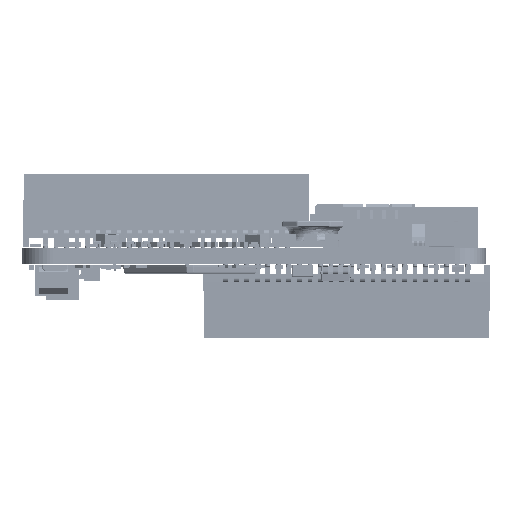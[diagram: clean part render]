
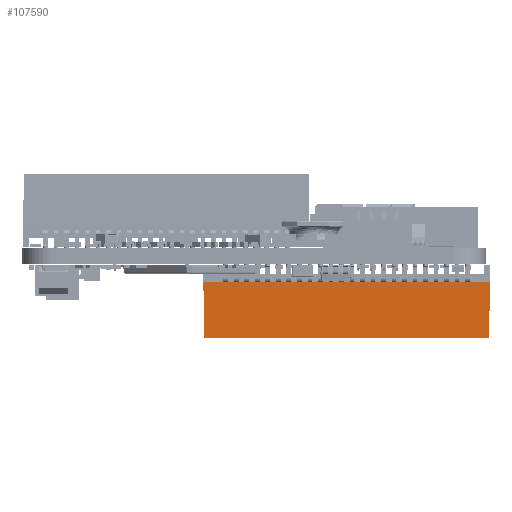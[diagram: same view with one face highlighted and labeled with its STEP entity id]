
A CAD part, left-side view. The second image highlights one B-rep face of the part: STEP entity #107590.
In plain terms, the highlighted free-form (B-spline) face has degree [1, 1] with [2, 2] control points.
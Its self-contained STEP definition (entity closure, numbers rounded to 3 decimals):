
#105228 = VERTEX_POINT('',#105229);
#105229 = CARTESIAN_POINT('',(119.73,-106.186,
    -5.837));
#105236 = EDGE_CURVE('',#105237,#105228,#105239,.T.);
#105237 = VERTEX_POINT('',#105238);
#105238 = CARTESIAN_POINT('',(119.73,-83.765,
    -5.837));
#105239 = B_SPLINE_CURVE_WITH_KNOTS('',1,(#105240,#105241),
  .UNSPECIFIED.,.F.,.F.,(2,2),(-13.81,13.81),
  .PIECEWISE_BEZIER_KNOTS.);
#105240 = CARTESIAN_POINT('',(119.73,-83.765,
    -5.837));
#105241 = CARTESIAN_POINT('',(119.73,-106.186,
    -5.837));
#106290 = VERTEX_POINT('',#106291);
#106291 = CARTESIAN_POINT('',(119.653,-106.263,
    -1.421));
#106298 = EDGE_CURVE('',#105228,#106290,#106299,.T.);
#106299 = B_SPLINE_CURVE_WITH_KNOTS('',1,(#106300,#106301),
  .UNSPECIFIED.,.F.,.F.,(2,2),(-5.199,0.243),
  .PIECEWISE_BEZIER_KNOTS.);
#106300 = CARTESIAN_POINT('',(119.73,-106.186,
    -5.837));
#106301 = CARTESIAN_POINT('',(119.653,-106.263,
    -1.421));
#107553 = VERTEX_POINT('',#107554);
#107554 = CARTESIAN_POINT('',(119.653,-83.688,
    -1.421));
#107565 = EDGE_CURVE('',#105237,#107553,#107566,.T.);
#107566 = B_SPLINE_CURVE_WITH_KNOTS('',1,(#107567,#107568),
  .UNSPECIFIED.,.F.,.F.,(2,2),(-5.335,0.106),
  .PIECEWISE_BEZIER_KNOTS.);
#107567 = CARTESIAN_POINT('',(119.73,-83.765,
    -5.837));
#107568 = CARTESIAN_POINT('',(119.653,-83.688,
    -1.421));
#107590 = ADVANCED_FACE('',(#107591),#107601,.T.);
#107591 = FACE_BOUND('',#107592,.T.);
#107592 = EDGE_LOOP('',(#107593,#107598,#107599,#107600));
#107593 = ORIENTED_EDGE('',*,*,#107594,.F.);
#107594 = EDGE_CURVE('',#107553,#106290,#107595,.T.);
#107595 = B_SPLINE_CURVE_WITH_KNOTS('',1,(#107596,#107597),
  .UNSPECIFIED.,.F.,.F.,(2,2),(-13.905,13.905),
  .PIECEWISE_BEZIER_KNOTS.);
#107596 = CARTESIAN_POINT('',(119.653,-83.688,
    -1.421));
#107597 = CARTESIAN_POINT('',(119.653,-106.263,
    -1.421));
#107598 = ORIENTED_EDGE('',*,*,#107565,.F.);
#107599 = ORIENTED_EDGE('',*,*,#105236,.T.);
#107600 = ORIENTED_EDGE('',*,*,#106298,.T.);
#107601 = B_SPLINE_SURFACE_WITH_KNOTS('',1,1,(
    (#107602,#107603)
    ,(#107604,#107605
    )),.UNSPECIFIED.,.F.,.F.,.F.,(2,2),(2,2),(-13.905,13.905),(
    -5.441,0.),.PIECEWISE_BEZIER_KNOTS.);
#107602 = CARTESIAN_POINT('',(119.73,-83.688,
    -5.837));
#107603 = CARTESIAN_POINT('',(119.653,-83.688,
    -1.421));
#107604 = CARTESIAN_POINT('',(119.73,-106.263,
    -5.837));
#107605 = CARTESIAN_POINT('',(119.653,-106.263,
    -1.421));
